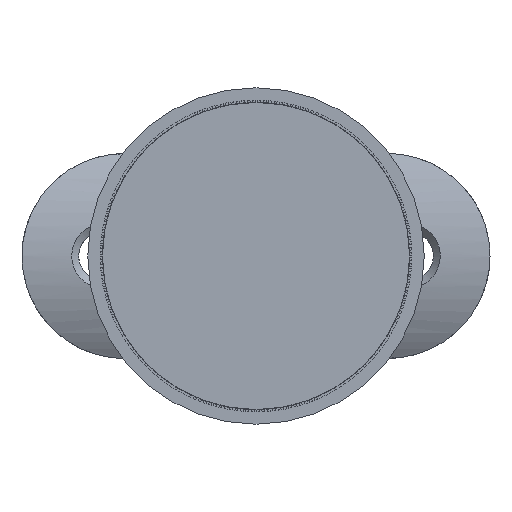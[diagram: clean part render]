
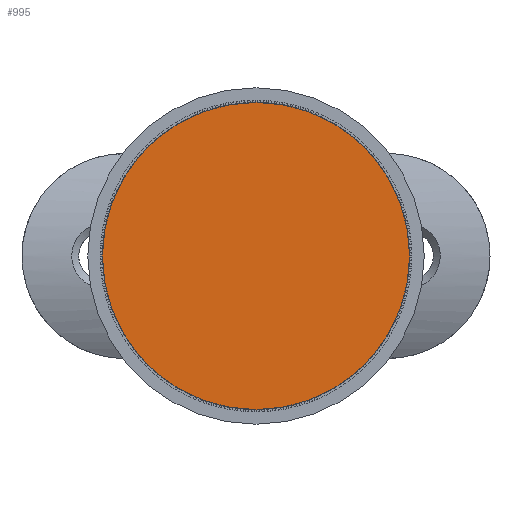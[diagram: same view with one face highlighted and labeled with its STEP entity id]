
A CAD part, left-side view. The second image highlights one B-rep face of the part: STEP entity #995.
In plain terms, the highlighted planar face has unit normal (-1, 0, 0).
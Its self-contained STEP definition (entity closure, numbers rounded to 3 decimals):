
#49=FACE_OUTER_BOUND('',#6896,.T.);
#995=ADVANCED_FACE('',(#49),#1910,.T.);
#1910=PLANE('',#16653);
#6896=EDGE_LOOP('',(#8585));
#8585=ORIENTED_EDGE('',*,*,#13731,.F.);
#12251=VERTEX_POINT('',#23372);
#13731=EDGE_CURVE('',#12251,#12251,#15911,.T.);
#15911=CIRCLE('',#16291,21.);
#16291=AXIS2_PLACEMENT_3D('',#23371,#17615,#17616);
#16653=AXIS2_PLACEMENT_3D('',#24814,#18699,#18700);
#17615=DIRECTION('',(1.,0.,0.));
#17616=DIRECTION('',(0.,0.,-1.));
#18699=DIRECTION('',(-1.,0.,0.));
#18700=DIRECTION('',(0.,0.,1.));
#23371=CARTESIAN_POINT('',(0.,0.,0.));
#23372=CARTESIAN_POINT('',(0.,0.,-21.));
#24814=CARTESIAN_POINT('',(0.,0.,0.));
